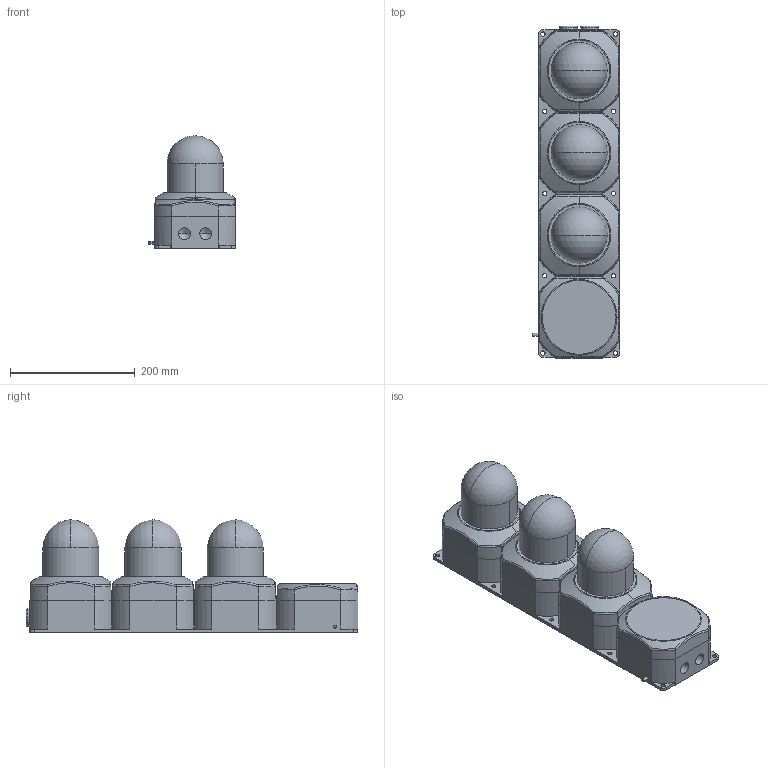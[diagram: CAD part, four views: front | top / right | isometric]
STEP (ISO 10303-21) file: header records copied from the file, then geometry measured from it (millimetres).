
FILE_DESCRIPTION (( 'STEP AP203' ), '1' );
FILE_NAME ('D215-05-142_Issue_1.STEP', '2019-08-16T14:15:03', ( '' ), ( '' ), 'SwSTEP 2.0', 'SolidWorks 2019', '' );
FILE_SCHEMA (( 'CONFIG_CONTROL_DESIGN' ));
Length unit declared in the file: millimetre
Products named in the file (1): D215-05-142_Issue_1
Bounding box: 140 x 531.8 x 180 mm (x, y, z)
Volume: 6649440.7 mm3; surface area: 331182.1 mm2
Topology: 1 solids, 7 shells, 220 faces, 551 edges, 331 vertices
Faces by surface type: cylinder 68, plane 60, cone 42, torus 28, bspline 16, sphere 6
Entity records: 8262 total; most frequent: CARTESIAN_POINT 3185, ORIENTED_EDGE 1058, DIRECTION 1019, EDGE_CURVE 529, AXIS2_PLACEMENT_3D 421, VERTEX_POINT 331, EDGE_LOOP 248, FACE_OUTER_BOUND 220
